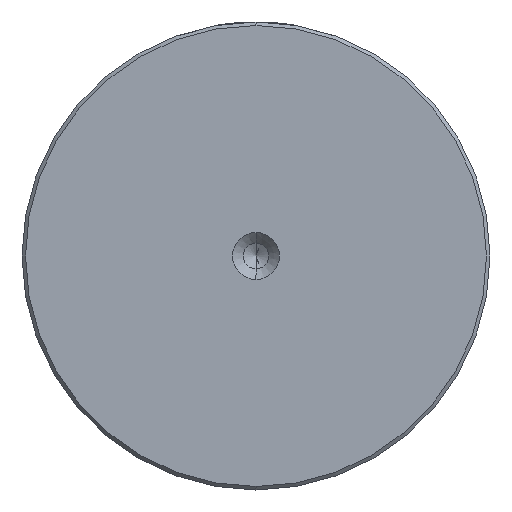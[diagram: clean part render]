
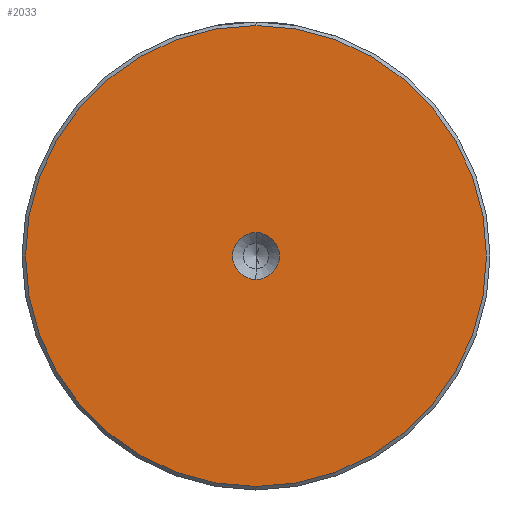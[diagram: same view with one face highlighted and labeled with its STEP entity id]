
A CAD part, left-side view. The second image highlights one B-rep face of the part: STEP entity #2033.
In plain terms, the highlighted planar face has unit normal (-1, 0, 0).
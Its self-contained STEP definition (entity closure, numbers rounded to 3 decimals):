
#15 = CARTESIAN_POINT ( 'NONE',  ( 0., 0., -3.3 ) ) ;
#339 = CARTESIAN_POINT ( 'NONE',  ( 0., 0., 0. ) ) ;
#419 = DIRECTION ( 'NONE',  ( -1., 0., 0. ) ) ;
#450 = AXIS2_PLACEMENT_3D ( 'NONE', #1163, #977, #959 ) ;
#539 = AXIS2_PLACEMENT_3D ( 'NONE', #1983, #837, #2161 ) ;
#552 = DIRECTION ( 'NONE',  ( 0., 0., 1. ) ) ;
#573 = EDGE_LOOP ( 'NONE', ( #1319, #1972 ) ) ;
#642 = VERTEX_POINT ( 'NONE', #664 ) ;
#664 = CARTESIAN_POINT ( 'NONE',  ( 0., 0., 3.3 ) ) ;
#788 = CIRCLE ( 'NONE', #539, 32.5 ) ;
#837 = DIRECTION ( 'NONE',  ( -1., 0., 0. ) ) ;
#959 = DIRECTION ( 'NONE',  ( 0., 0., 1. ) ) ;
#977 = DIRECTION ( 'NONE',  ( -1., 0., 0. ) ) ;
#1084 = EDGE_CURVE ( 'NONE', #1415, #642, #1559, .T. ) ;
#1147 = PLANE ( 'NONE',  #1607 ) ;
#1154 = EDGE_CURVE ( 'NONE', #2144, #1392, #2362, .T. ) ;
#1163 = CARTESIAN_POINT ( 'NONE',  ( 0., 0., 0. ) ) ;
#1305 = EDGE_CURVE ( 'NONE', #1392, #2144, #788, .T. ) ;
#1307 = EDGE_LOOP ( 'NONE', ( #2110, #1540 ) ) ;
#1319 = ORIENTED_EDGE ( 'NONE', *, *, #2053, .F. ) ;
#1349 = FACE_BOUND ( 'NONE', #573, .T. ) ;
#1392 = VERTEX_POINT ( 'NONE', #2189 ) ;
#1415 = VERTEX_POINT ( 'NONE', #15 ) ;
#1428 = DIRECTION ( 'NONE',  ( 0., 0., 1. ) ) ;
#1513 = CARTESIAN_POINT ( 'NONE',  ( 0., 0., 0. ) ) ;
#1540 = ORIENTED_EDGE ( 'NONE', *, *, #1154, .T. ) ;
#1559 = CIRCLE ( 'NONE', #450, 3.3 ) ;
#1607 = AXIS2_PLACEMENT_3D ( 'NONE', #1513, #2445, #1428 ) ;
#1633 = CARTESIAN_POINT ( 'NONE',  ( 0., 0., 0. ) ) ;
#1669 = AXIS2_PLACEMENT_3D ( 'NONE', #339, #1739, #552 ) ;
#1727 = CIRCLE ( 'NONE', #1854, 3.3 ) ;
#1739 = DIRECTION ( 'NONE',  ( -1., 0., 0. ) ) ;
#1784 = FACE_OUTER_BOUND ( 'NONE', #1307, .T. ) ;
#1818 = DIRECTION ( 'NONE',  ( 0., 0., 1. ) ) ;
#1854 = AXIS2_PLACEMENT_3D ( 'NONE', #1633, #419, #1818 ) ;
#1972 = ORIENTED_EDGE ( 'NONE', *, *, #1084, .F. ) ;
#1983 = CARTESIAN_POINT ( 'NONE',  ( 0., 0., 0. ) ) ;
#2033 = ADVANCED_FACE ( 'NONE', ( #1784, #1349 ), #1147, .T. ) ;
#2053 = EDGE_CURVE ( 'NONE', #642, #1415, #1727, .T. ) ;
#2110 = ORIENTED_EDGE ( 'NONE', *, *, #1305, .T. ) ;
#2144 = VERTEX_POINT ( 'NONE', #2421 ) ;
#2161 = DIRECTION ( 'NONE',  ( 0., 0., 1. ) ) ;
#2189 = CARTESIAN_POINT ( 'NONE',  ( 0., 0., -32.5 ) ) ;
#2362 = CIRCLE ( 'NONE', #1669, 32.5 ) ;
#2421 = CARTESIAN_POINT ( 'NONE',  ( 0., 0., 32.5 ) ) ;
#2445 = DIRECTION ( 'NONE',  ( -1., 0., 0. ) ) ;
